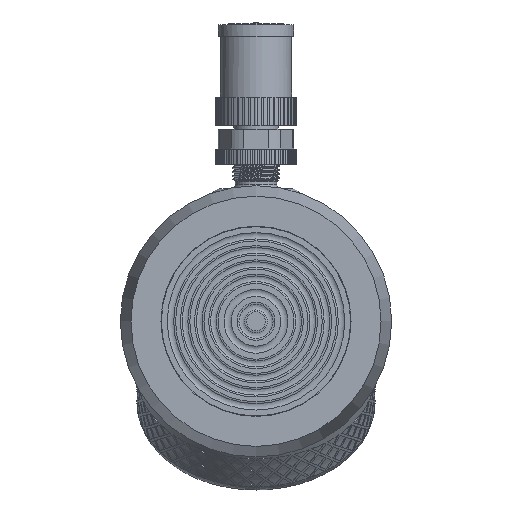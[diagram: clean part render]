
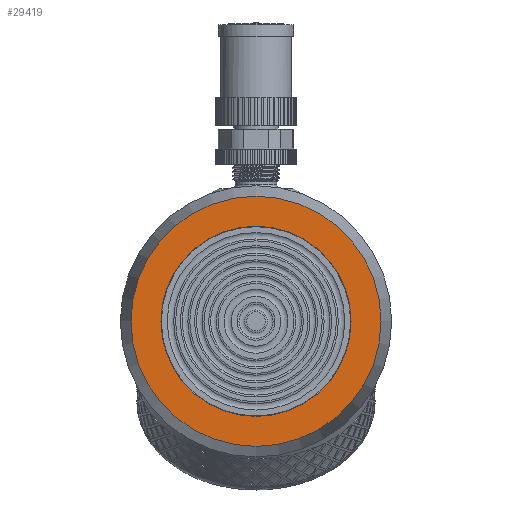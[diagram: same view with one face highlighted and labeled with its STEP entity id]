
A CAD part, left-side view. The second image highlights one B-rep face of the part: STEP entity #29419.
In plain terms, the highlighted planar face has unit normal (-1, 0, 0).
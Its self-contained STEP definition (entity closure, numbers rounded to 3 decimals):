
#114=FACE_BOUND('',#3748,.T.);
#1436=PLANE('',#31484);
#1847=FACE_OUTER_BOUND('',#3747,.T.);
#3747=EDGE_LOOP('',(#19741));
#3748=EDGE_LOOP('',(#19742));
#5879=CIRCLE('',#31475,24.);
#5884=CIRCLE('',#31485,31.571);
#11662=VERTEX_POINT('',#42723);
#11664=VERTEX_POINT('',#42736);
#14834=EDGE_CURVE('',#11662,#11662,#5879,.T.);
#14840=EDGE_CURVE('',#11664,#11664,#5884,.T.);
#19741=ORIENTED_EDGE('',*,*,#14840,.F.);
#19742=ORIENTED_EDGE('',*,*,#14834,.T.);
#29419=ADVANCED_FACE('',(#1847,#114),#1436,.T.);
#31475=AXIS2_PLACEMENT_3D('',#42724,#33500,#33501);
#31484=AXIS2_PLACEMENT_3D('',#42735,#33519,#33520);
#31485=AXIS2_PLACEMENT_3D('',#42737,#33521,#33522);
#33500=DIRECTION('center_axis',(1.,0.,0.));
#33501=DIRECTION('ref_axis',(0.,1.,0.));
#33519=DIRECTION('center_axis',(-1.,0.,0.));
#33520=DIRECTION('ref_axis',(0.,0.,1.));
#33521=DIRECTION('center_axis',(1.,0.,0.));
#33522=DIRECTION('ref_axis',(0.,0.,-1.));
#42723=CARTESIAN_POINT('',(-31.,-24.,0.));
#42724=CARTESIAN_POINT('Origin',(-31.,0.,0.));
#42735=CARTESIAN_POINT('Origin',(-31.,31.571,0.));
#42736=CARTESIAN_POINT('',(-31.,-31.571,0.));
#42737=CARTESIAN_POINT('Origin',(-31.,0.,0.));
